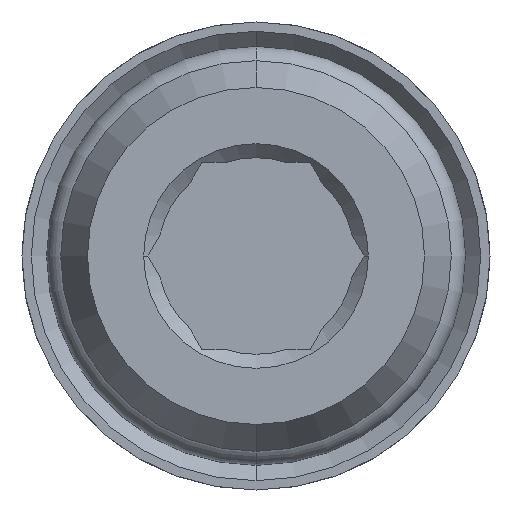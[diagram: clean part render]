
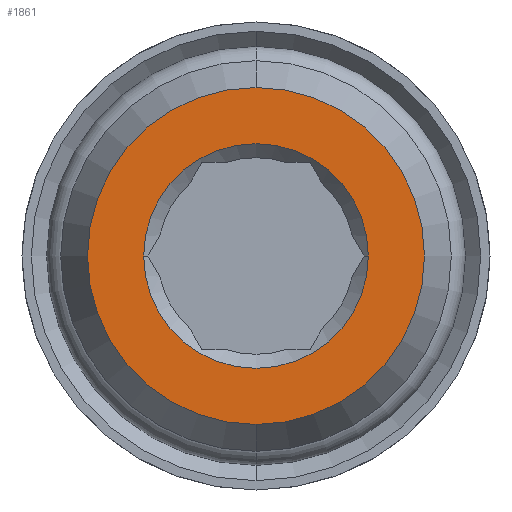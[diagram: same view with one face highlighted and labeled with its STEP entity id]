
A CAD part, front view. The second image highlights one B-rep face of the part: STEP entity #1861.
In plain terms, the highlighted planar face has unit normal (0, -1, 0).
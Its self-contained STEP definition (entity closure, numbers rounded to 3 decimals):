
#118 = CARTESIAN_POINT ( 'NONE',  ( 0., 0., 0. ) ) ;
#119 = DIRECTION ( 'NONE',  ( 0., -1., 0. ) ) ;
#120 = DIRECTION ( 'NONE',  ( 0., 0., -1. ) ) ;
#169 = CARTESIAN_POINT ( 'NONE',  ( 0., 0., 0. ) ) ;
#170 = DIRECTION ( 'NONE',  ( 0., -1., 0. ) ) ;
#171 = DIRECTION ( 'NONE',  ( 1., 0., 0. ) ) ;
#327 = CARTESIAN_POINT ( 'NONE',  ( 0., 0., 0. ) ) ;
#328 = DIRECTION ( 'NONE',  ( 0., -1., 0. ) ) ;
#329 = DIRECTION ( 'NONE',  ( 0., 0., -1. ) ) ;
#1042 = FACE_BOUND ( 'NONE', #1354, .T. ) ;
#1043 = FACE_OUTER_BOUND ( 'NONE', #1346, .T. ) ;
#1346 = EDGE_LOOP ( 'NONE', ( #3528, #3529 ) ) ;
#1354 = EDGE_LOOP ( 'NONE', ( #3526, #3527 ) ) ;
#1861 = ADVANCED_FACE ( 'NONE', ( #1042, #1043 ), #1966, .T. ) ;
#1966 = PLANE ( 'NONE',  #4285 ) ;
#1973 = CARTESIAN_POINT ( 'NONE',  ( 0., 0., 0. ) ) ;
#1974 = DIRECTION ( 'NONE',  ( 0., -1., 0. ) ) ;
#1975 = DIRECTION ( 'NONE',  ( 0., 0., -1. ) ) ;
#2135 = CARTESIAN_POINT ( 'NONE',  ( 0., 0., 0. ) ) ;
#2136 = DIRECTION ( 'NONE',  ( 0., -1., 0. ) ) ;
#2137 = DIRECTION ( 'NONE',  ( 1., 0., 0. ) ) ;
#2255 = EDGE_CURVE ( 'NONE', #4500, #4498, #3952, .T. ) ;
#2256 = EDGE_CURVE ( 'NONE', #4442, #4438, #3949, .T. ) ;
#2271 = EDGE_CURVE ( 'NONE', #4498, #4500, #3968, .T. ) ;
#2328 = EDGE_CURVE ( 'NONE', #4438, #4442, #4039, .T. ) ;
#3210 = CARTESIAN_POINT ( 'NONE',  ( 0., 0., -9. ) ) ;
#3214 = CARTESIAN_POINT ( 'NONE',  ( 0., 0., 9. ) ) ;
#3249 = CARTESIAN_POINT ( 'NONE',  ( 6., 0., 0. ) ) ;
#3252 = CARTESIAN_POINT ( 'NONE',  ( -6., 0., 0. ) ) ;
#3526 = ORIENTED_EDGE ( 'NONE', *, *, #2255, .F. ) ;
#3527 = ORIENTED_EDGE ( 'NONE', *, *, #2271, .F. ) ;
#3528 = ORIENTED_EDGE ( 'NONE', *, *, #2256, .T. ) ;
#3529 = ORIENTED_EDGE ( 'NONE', *, *, #2328, .T. ) ;
#3949 = CIRCLE ( 'NONE', #4320, 9. ) ;
#3952 = CIRCLE ( 'NONE', #4319, 6. ) ;
#3968 = CIRCLE ( 'NONE', #4333, 6. ) ;
#4039 = CIRCLE ( 'NONE', #4367, 9. ) ;
#4285 = AXIS2_PLACEMENT_3D ( 'NONE', #1973, #1974, #1975 ) ;
#4319 = AXIS2_PLACEMENT_3D ( 'NONE', #2135, #2136, #2137 ) ;
#4320 = AXIS2_PLACEMENT_3D ( 'NONE', #118, #119, #120 ) ;
#4333 = AXIS2_PLACEMENT_3D ( 'NONE', #169, #170, #171 ) ;
#4367 = AXIS2_PLACEMENT_3D ( 'NONE', #327, #328, #329 ) ;
#4438 = VERTEX_POINT ( 'NONE', #3210 ) ;
#4442 = VERTEX_POINT ( 'NONE', #3214 ) ;
#4498 = VERTEX_POINT ( 'NONE', #3252 ) ;
#4500 = VERTEX_POINT ( 'NONE', #3249 ) ;
